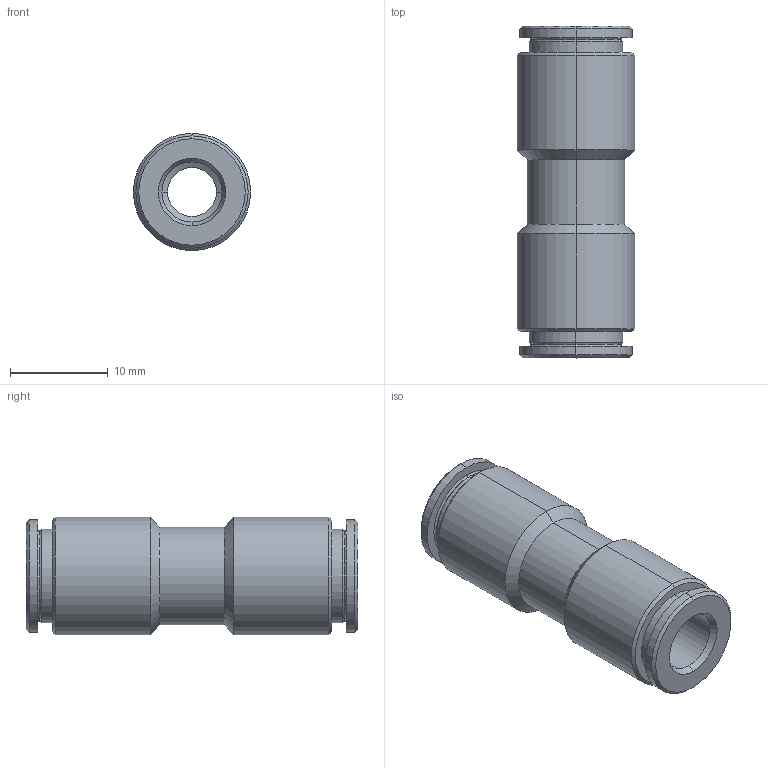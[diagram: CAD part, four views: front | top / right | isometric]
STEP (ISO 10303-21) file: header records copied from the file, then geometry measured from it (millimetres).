
FILE_DESCRIPTION (( 'STEP AP203' ), '1' );
FILE_NAME ('X0160030.STEP', '2010-10-22T13:55:36', ( '' ), ( 'sopra-pneumatic' ), 'SwSTEP 2.0', 'SolidWorks 2009', '' );
FILE_SCHEMA (( 'CONFIG_CONTROL_DESIGN' ));
Length unit declared in the file: millimetre
Products named in the file (1): X0160030
Bounding box: 12 x 34.01 x 12 mm (x, y, z)
Volume: 2429.3 mm3; surface area: 2168.4 mm2
Topology: 1 solids, 1 shells, 54 faces, 116 edges, 68 vertices
Faces by surface type: cone 20, cylinder 20, torus 8, plane 6
Entity records: 1553 total; most frequent: DIRECTION 302, CARTESIAN_POINT 239, ORIENTED_EDGE 232, AXIS2_PLACEMENT_3D 131, EDGE_CURVE 116, CIRCLE 76, VERTEX_POINT 68, EDGE_LOOP 60
